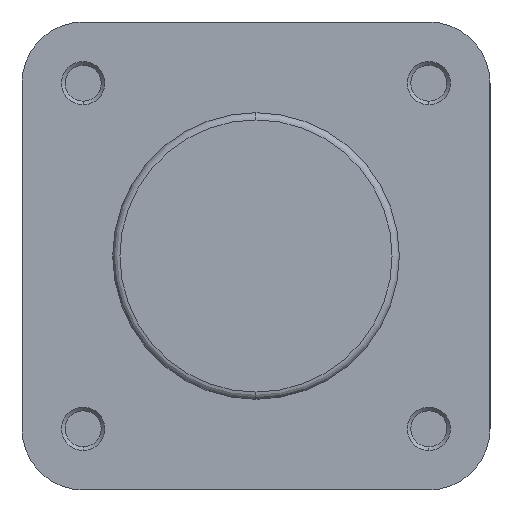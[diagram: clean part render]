
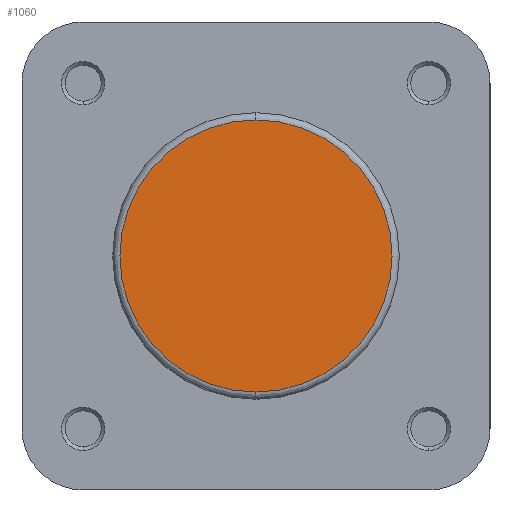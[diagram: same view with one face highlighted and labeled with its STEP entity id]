
A CAD part, left-side view. The second image highlights one B-rep face of the part: STEP entity #1060.
In plain terms, the highlighted planar face has unit normal (-1, 0, 0).
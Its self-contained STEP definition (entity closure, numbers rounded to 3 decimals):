
#162 = CIRCLE ( 'NONE', #944, 18.9 ) ;
#260 = FACE_OUTER_BOUND ( 'NONE', #4563, .T. ) ;
#944 = AXIS2_PLACEMENT_3D ( 'NONE', #3323, #3324, #3325 ) ;
#992 = EDGE_CURVE ( 'NONE', #1295, #1297, #162, .T. ) ;
#1060 = ADVANCED_FACE ( 'NONE', ( #260 ), #3514, .F. ) ;
#1295 = VERTEX_POINT ( 'NONE', #4257 ) ;
#1297 = VERTEX_POINT ( 'NONE', #4259 ) ;
#1502 = EDGE_CURVE ( 'NONE', #1297, #1295, #3028, .T. ) ;
#2001 = AXIS2_PLACEMENT_3D ( 'NONE', #3505, #3525, #3526 ) ;
#2299 = AXIS2_PLACEMENT_3D ( 'NONE', #2690, #2701, #2702 ) ;
#2690 = CARTESIAN_POINT ( 'NONE',  ( 21., 0., 0. ) ) ;
#2701 = DIRECTION ( 'NONE',  ( -1., 0., 0. ) ) ;
#2702 = DIRECTION ( 'NONE',  ( 0., 0., -1. ) ) ;
#3028 = CIRCLE ( 'NONE', #2299, 18.9 ) ;
#3323 = CARTESIAN_POINT ( 'NONE',  ( 21., 0., 0. ) ) ;
#3324 = DIRECTION ( 'NONE',  ( -1., 0., 0. ) ) ;
#3325 = DIRECTION ( 'NONE',  ( 0., 0., -1. ) ) ;
#3505 = CARTESIAN_POINT ( 'NONE',  ( 21., 19.9, 0. ) ) ;
#3514 = PLANE ( 'NONE',  #2001 ) ;
#3525 = DIRECTION ( 'NONE',  ( 1., 0., 0. ) ) ;
#3526 = DIRECTION ( 'NONE',  ( 0., 0., -1. ) ) ;
#4257 = CARTESIAN_POINT ( 'NONE',  ( 21., 0., 18.9 ) ) ;
#4259 = CARTESIAN_POINT ( 'NONE',  ( 21., 0., -18.9 ) ) ;
#4563 = EDGE_LOOP ( 'NONE', ( #4692, #4691 ) ) ;
#4691 = ORIENTED_EDGE ( 'NONE', *, *, #992, .T. ) ;
#4692 = ORIENTED_EDGE ( 'NONE', *, *, #1502, .T. ) ;
